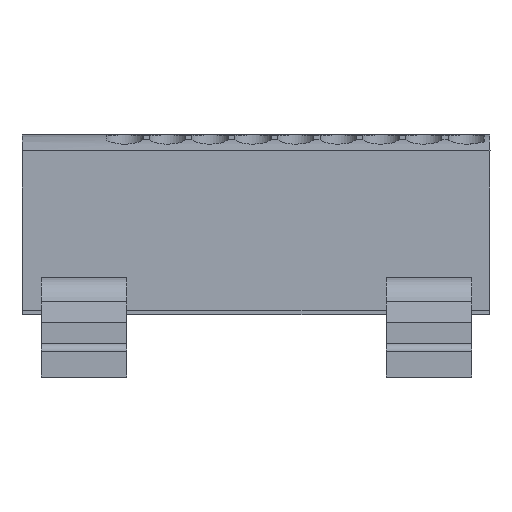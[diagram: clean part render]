
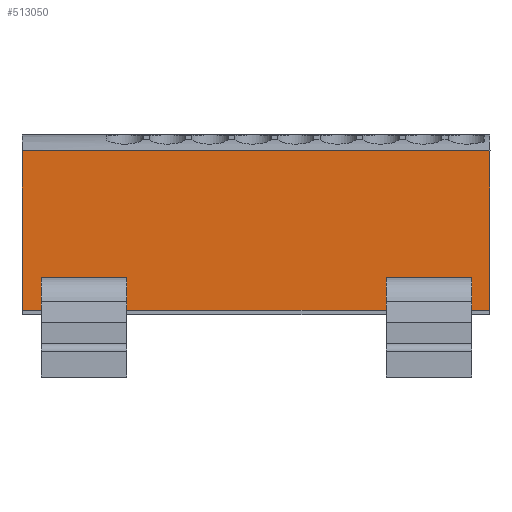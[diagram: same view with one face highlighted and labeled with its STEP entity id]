
A CAD part, front view. The second image highlights one B-rep face of the part: STEP entity #513050.
In plain terms, the highlighted face is planar.
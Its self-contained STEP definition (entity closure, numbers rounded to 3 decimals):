
#2530=CARTESIAN_POINT('',(-12.804,37.3,
-17.17));
#2540=VERTEX_POINT('',#2530);
#2570=CARTESIAN_POINT('',(-12.804,-6.6,
-17.17));
#2580=DIRECTION('',(0.,-1.,
0.));
#2590=VECTOR('',#2580,1.);
#2600=LINE('',#2570,#2590);
#2610=CARTESIAN_POINT('',(-12.804,33.4,
-17.17));
#2620=VERTEX_POINT('',#2610);
#2630=EDGE_CURVE('',#2540,#2620,#2600,.T.);
#6950=CARTESIAN_POINT('',(-12.804,33.4,
-27.47));
#6960=VERTEX_POINT('',#6950);
#6990=CARTESIAN_POINT('',(-12.804,-6.6,
-27.47));
#7000=DIRECTION('',(0.,-1.,
0.));
#7010=VECTOR('',#7000,1.);
#7020=LINE('',#6990,#7010);
#7030=CARTESIAN_POINT('',(-12.804,37.3,
-27.47));
#7040=VERTEX_POINT('',#7030);
#7050=EDGE_CURVE('',#7040,#6960,#7020,.T.);
#53320=CARTESIAN_POINT('',(-5.454,31.15,
-34.695));
#53330=DIRECTION('',(0.,0.,1.));
#53340=DIRECTION('',(-0.993,-0.122,
0.));
#53350=AXIS2_PLACEMENT_3D('',#53320,#53330,#53340);
#53360=CYLINDRICAL_SURFACE('',#53350,15.);
#80470=CARTESIAN_POINT('',(-12.804,18.074,
-71.295));
#80480=VERTEX_POINT('',#80470);
#80510=CARTESIAN_POINT('',(-12.804,21.675,
-6.795));
#80520=DIRECTION('',(-1.,0.,0.));
#80530=DIRECTION('',(0.,0.,-1.));
#80540=AXIS2_PLACEMENT_3D('',#80510,#80520,#80530);
#80550=PLANE('',#80540);
#80560=CARTESIAN_POINT('',(-12.804,18.074,
-71.295));
#80570=CARTESIAN_POINT('',(-12.804,18.074,
-68.943));
#80580=CARTESIAN_POINT('',(-12.804,18.074,
-66.591));
#80590=CARTESIAN_POINT('',(-12.804,18.074,
-64.239));
#80600=CARTESIAN_POINT('',(-12.804,18.074,
-61.887));
#80610=CARTESIAN_POINT('',(-12.804,18.074,
-59.535));
#80620=CARTESIAN_POINT('',(-12.804,18.074,
-57.182));
#80630=CARTESIAN_POINT('',(-12.804,18.074,
-52.478));
#80640=CARTESIAN_POINT('',(-12.804,18.074,
-47.774));
#80650=CARTESIAN_POINT('',(-12.804,18.074,
-43.07));
#80660=CARTESIAN_POINT('',(-12.804,18.074,
-38.366));
#80670=CARTESIAN_POINT('',(-12.804,18.074,
-33.662));
#80680=CARTESIAN_POINT('',(-12.804,18.074,
-28.958));
#80690=CARTESIAN_POINT('',(-12.804,18.074,
-24.253));
#80700=CARTESIAN_POINT('',(-12.804,18.074,
-19.549));
#80710=CARTESIAN_POINT('',(-12.804,18.074,
-14.845));
#80720=B_SPLINE_CURVE_WITH_KNOTS('',3,(#80560,#80570,#80580,#80590,
#80600,#80610,#80620,#80630,#80640,#80650,#80660,#80670,#80680,#80690,
#80700,#80710),.UNSPECIFIED.,.F.,.F.,(4,3,3,3,3,4),(0.,7.056,
14.112,28.225,42.337,56.45),
.UNSPECIFIED.);
#80730=SURFACE_CURVE('',#80720,(#80550,#53360),.CURVE_3D.);
#80740=CARTESIAN_POINT('',(-12.804,18.074,
-14.845));
#80750=VERTEX_POINT('',#80740);
#80760=EDGE_CURVE('',#80480,#80750,#80730,.T.);
#188340=CARTESIAN_POINT('',(-12.804,37.3,
-14.845));
#188350=VERTEX_POINT('',#188340);
#189710=CARTESIAN_POINT('',(-12.804,-6.6,
-14.845));
#189720=DIRECTION('',(0.,1.,0.));
#189730=VECTOR('',#189720,1.);
#189740=LINE('',#189710,#189730);
#189750=EDGE_CURVE('',#80750,#188350,#189740,.T.);
#189990=CARTESIAN_POINT('',(-12.804,37.3,
1.));
#190000=DIRECTION('',(0.,0.,-1.));
#190010=VECTOR('',#190000,1.);
#190020=LINE('',#189990,#190010);
#190030=EDGE_CURVE('',#188350,#2540,#190020,.T.);
#192880=CARTESIAN_POINT('',(-12.804,33.4,
1.));
#192890=DIRECTION('',(0.,0.,1.));
#192900=VECTOR('',#192890,1.);
#192910=LINE('',#192880,#192900);
#192920=EDGE_CURVE('',#6960,#2620,#192910,.T.);
#360160=CARTESIAN_POINT('',(-12.804,37.3,
1.));
#360170=DIRECTION('',(0.,0.,-1.));
#360180=VECTOR('',#360170,1.);
#360190=LINE('',#360160,#360180);
#360200=CARTESIAN_POINT('',(-12.804,37.3,
-58.77));
#360210=VERTEX_POINT('',#360200);
#360220=EDGE_CURVE('',#7040,#360210,#360190,.T.);
#367580=CARTESIAN_POINT('',(-12.804,37.3,
-69.07));
#367590=VERTEX_POINT('',#367580);
#367640=CARTESIAN_POINT('',(-12.804,37.3,
1.));
#367650=DIRECTION('',(0.,0.,-1.));
#367660=VECTOR('',#367650,1.);
#367670=LINE('',#367640,#367660);
#367680=CARTESIAN_POINT('',(-12.804,37.3,
-71.295));
#367690=VERTEX_POINT('',#367680);
#367700=EDGE_CURVE('',#367590,#367690,#367670,.T.);
#502640=CARTESIAN_POINT('',(-12.804,-6.6,
-58.77));
#502650=DIRECTION('',(0.,-1.,
0.));
#502660=VECTOR('',#502650,1.);
#502670=LINE('',#502640,#502660);
#502680=CARTESIAN_POINT('',(-12.804,33.4,
-58.77));
#502690=VERTEX_POINT('',#502680);
#502700=EDGE_CURVE('',#360210,#502690,#502670,.T.);
#503790=CARTESIAN_POINT('',(-12.804,33.4,
-69.07));
#503800=VERTEX_POINT('',#503790);
#503830=CARTESIAN_POINT('',(-12.804,-6.6,
-69.07));
#503840=DIRECTION('',(0.,-1.,
0.));
#503850=VECTOR('',#503840,1.);
#503860=LINE('',#503830,#503850);
#503870=EDGE_CURVE('',#367590,#503800,#503860,.T.);
#508050=CARTESIAN_POINT('',(-12.804,33.4,
1.));
#508060=DIRECTION('',(0.,0.,1.));
#508070=VECTOR('',#508060,1.);
#508080=LINE('',#508050,#508070);
#508090=EDGE_CURVE('',#503800,#502690,#508080,.T.);
#512700=CARTESIAN_POINT('',(-12.804,-6.6,
-71.295));
#512710=DIRECTION('',(0.,-1.,0.));
#512720=VECTOR('',#512710,1.);
#512730=LINE('',#512700,#512720);
#512740=EDGE_CURVE('',#367690,#80480,#512730,.T.);
#512860=CARTESIAN_POINT('',(-12.804,21.675,
-11.945));
#512870=DIRECTION('',(-1.,0.,0.));
#512880=DIRECTION('',(0.,0.,-1.));
#512890=AXIS2_PLACEMENT_3D('',#512860,#512870,#512880);
#512900=PLANE('',#512890);
#512910=ORIENTED_EDGE('',*,*,#508090,.F.);
#512920=ORIENTED_EDGE('',*,*,#502700,.T.);
#512930=ORIENTED_EDGE('',*,*,#360220,.T.);
#512940=ORIENTED_EDGE('',*,*,#7050,.F.);
#512950=ORIENTED_EDGE('',*,*,#192920,.F.);
#512960=ORIENTED_EDGE('',*,*,#2630,.T.);
#512970=ORIENTED_EDGE('',*,*,#190030,.T.);
#512980=ORIENTED_EDGE('',*,*,#189750,.T.);
#512990=ORIENTED_EDGE('',*,*,#80760,.T.);
#513000=ORIENTED_EDGE('',*,*,#512740,.T.);
#513010=ORIENTED_EDGE('',*,*,#367700,.T.);
#513020=ORIENTED_EDGE('',*,*,#503870,.F.);
#513030=EDGE_LOOP('',(#513020,#513010,#513000,#512990,#512980,#512970,
#512960,#512950,#512940,#512930,#512920,#512910));
#513040=FACE_OUTER_BOUND('',#513030,.T.);
#513050=ADVANCED_FACE('',(#513040),#512900,.T.);
